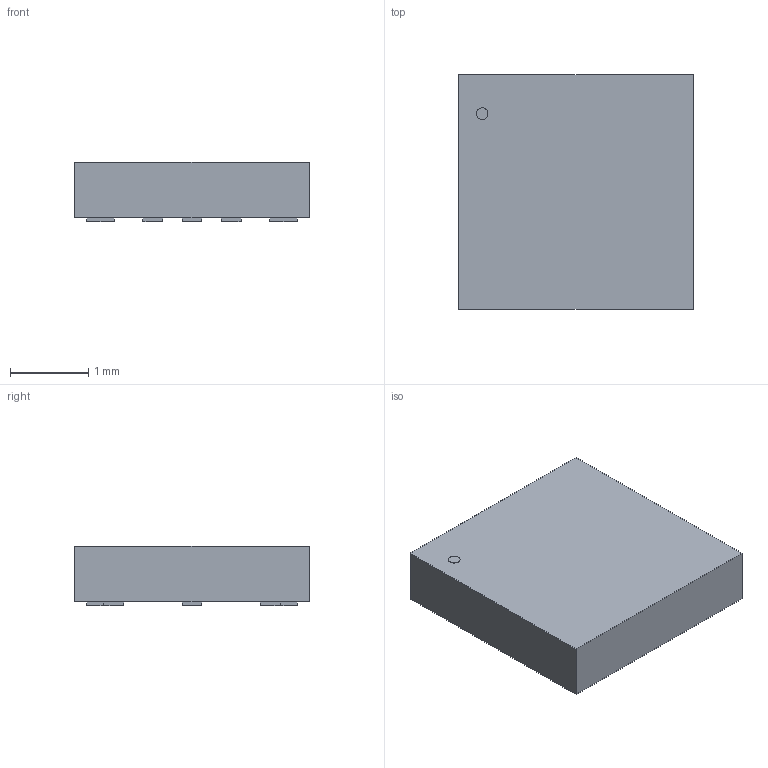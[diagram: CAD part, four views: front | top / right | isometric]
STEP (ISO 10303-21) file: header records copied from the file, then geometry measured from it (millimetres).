
FILE_DESCRIPTION (( 'STEP AP214' ), '1' );
FILE_NAME ('ZMOD4410AI1R.STEP', '2023-07-19T09:34:07', ( 'USER' ), ( '' ), 'SwSTEP 2.0', 'SolidWorks 2016', '' );
FILE_SCHEMA (( 'AUTOMOTIVE_DESIGN' ));
Length unit declared in the file: millimetre
Products named in the file (1): ZMOD4410AI1R
Bounding box: 3 x 3 x 0.77 mm (x, y, z)
Volume: 6.4 mm3; surface area: 29.4 mm2
Topology: 14 solids, 14 shells, 82 faces, 162 edges, 108 vertices
Faces by surface type: plane 80, cylinder 2
Entity records: 2221 total; most frequent: CARTESIAN_POINT 353, DIRECTION 332, ORIENTED_EDGE 324, EDGE_CURVE 162, LINE 158, VECTOR 158, VERTEX_POINT 108, AXIS2_PLACEMENT_3D 87
